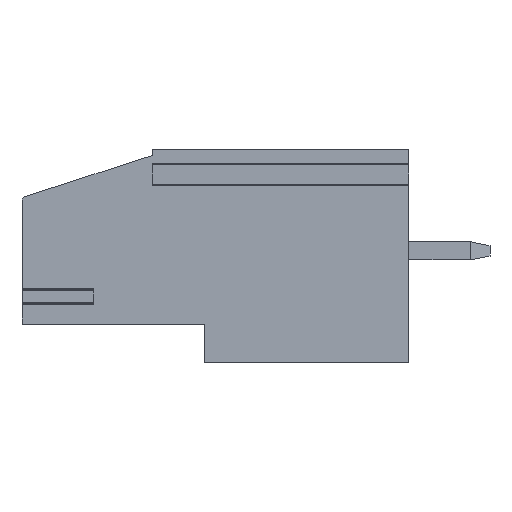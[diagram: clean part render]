
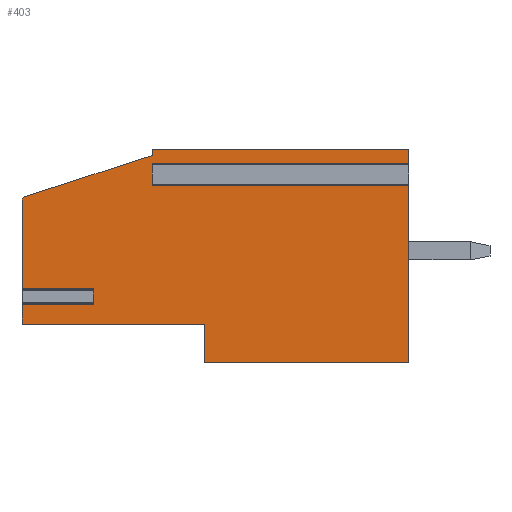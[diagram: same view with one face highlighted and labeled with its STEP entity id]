
A CAD part, left-side view. The second image highlights one B-rep face of the part: STEP entity #403.
In plain terms, the highlighted planar face has unit normal (-1, 0, 0).
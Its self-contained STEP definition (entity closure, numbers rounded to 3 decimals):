
#403=ADVANCED_FACE('',(#861),#862,.T.);
#861=FACE_OUTER_BOUND('',#1373,.T.);
#862=PLANE('',#1374);
#1373=EDGE_LOOP('',(#2474,#2475,#2476,#2477,#2478,#2479,#2480,#2481,#2482,#2483,#2484,#2485,#2486,#2487,#2488,#2489,#2490,#2491,#2492));
#1374=AXIS2_PLACEMENT_3D('',#2493,#2494,#2495);
#2474=ORIENTED_EDGE('',*,*,#3470,.T.);
#2475=ORIENTED_EDGE('',*,*,#3471,.T.);
#2476=ORIENTED_EDGE('',*,*,#3472,.T.);
#2477=ORIENTED_EDGE('',*,*,#3473,.T.);
#2478=ORIENTED_EDGE('',*,*,#3474,.T.);
#2479=ORIENTED_EDGE('',*,*,#3430,.T.);
#2480=ORIENTED_EDGE('',*,*,#3432,.T.);
#2481=ORIENTED_EDGE('',*,*,#3447,.T.);
#2482=ORIENTED_EDGE('',*,*,#3475,.T.);
#2483=ORIENTED_EDGE('',*,*,#3476,.T.);
#2484=ORIENTED_EDGE('',*,*,#3374,.T.);
#2485=ORIENTED_EDGE('',*,*,#3477,.T.);
#2486=ORIENTED_EDGE('',*,*,#3478,.T.);
#2487=ORIENTED_EDGE('',*,*,#3479,.T.);
#2488=ORIENTED_EDGE('',*,*,#3480,.F.);
#2489=ORIENTED_EDGE('',*,*,#3481,.F.);
#2490=ORIENTED_EDGE('',*,*,#3482,.T.);
#2491=ORIENTED_EDGE('',*,*,#3483,.T.);
#2492=ORIENTED_EDGE('',*,*,#3484,.T.);
#2493=CARTESIAN_POINT('',(-5.08,0.,10.053));
#2494=DIRECTION('',(-1.0,0.0,0.0));
#2495=DIRECTION('',(0.0,0.,1.0));
#3374=EDGE_CURVE('',#4107,#4105,#4108,.T.);
#3430=EDGE_CURVE('',#4188,#4190,#4192,.T.);
#3432=EDGE_CURVE('',#4190,#4194,#4195,.T.);
#3447=EDGE_CURVE('',#4194,#4218,#4221,.T.);
#3470=EDGE_CURVE('',#4250,#4251,#4252,.T.);
#3471=EDGE_CURVE('',#4251,#4253,#4254,.T.);
#3472=EDGE_CURVE('',#4253,#4255,#4256,.T.);
#3473=EDGE_CURVE('',#4255,#4257,#4258,.T.);
#3474=EDGE_CURVE('',#4257,#4188,#4259,.T.);
#3475=EDGE_CURVE('',#4218,#4260,#4261,.T.);
#3476=EDGE_CURVE('',#4260,#4107,#4262,.T.);
#3477=EDGE_CURVE('',#4105,#4263,#4264,.T.);
#3478=EDGE_CURVE('',#4263,#4265,#4266,.T.);
#3479=EDGE_CURVE('',#4265,#4267,#4268,.T.);
#3480=EDGE_CURVE('',#4269,#4267,#4270,.T.);
#3481=EDGE_CURVE('',#4271,#4269,#4272,.T.);
#3482=EDGE_CURVE('',#4271,#4273,#4274,.T.);
#3483=EDGE_CURVE('',#4273,#4275,#4276,.T.);
#3484=EDGE_CURVE('',#4275,#4250,#4277,.T.);
#4105=VERTEX_POINT('',#5178);
#4107=VERTEX_POINT('',#5181);
#4108=LINE('',#5182,#5183);
#4188=VERTEX_POINT('',#5302);
#4190=VERTEX_POINT('',#5305);
#4192=LINE('',#5308,#5309);
#4194=VERTEX_POINT('',#5311);
#4195=LINE('',#5312,#5313);
#4218=VERTEX_POINT('',#5347);
#4221=LINE('',#5351,#5352);
#4250=VERTEX_POINT('',#5395);
#4251=VERTEX_POINT('',#5396);
#4252=LINE('',#5397,#5398);
#4253=VERTEX_POINT('',#5399);
#4254=LINE('',#5400,#5401);
#4255=VERTEX_POINT('',#5402);
#4256=LINE('',#5403,#5404);
#4257=VERTEX_POINT('',#5405);
#4258=LINE('',#5406,#5407);
#4259=LINE('',#5408,#5409);
#4260=VERTEX_POINT('',#5410);
#4261=LINE('',#5411,#5412);
#4262=LINE('',#5413,#5414);
#4263=VERTEX_POINT('',#5415);
#4264=LINE('',#5416,#5417);
#4265=VERTEX_POINT('',#5418);
#4266=LINE('',#5419,#5420);
#4267=VERTEX_POINT('',#5421);
#4268=LINE('',#5422,#5423);
#4269=VERTEX_POINT('',#5424);
#4270=LINE('',#5425,#5426);
#4271=VERTEX_POINT('',#5427);
#4272=LINE('',#5428,#5429);
#4273=VERTEX_POINT('',#5430);
#4274=LINE('',#5431,#5432);
#4275=VERTEX_POINT('',#5433);
#4276=LINE('',#5434,#5435);
#4277=LINE('',#5436,#5437);
#5178=CARTESIAN_POINT('',(-5.08,10.053,0.));
#5181=CARTESIAN_POINT('',(-5.08,10.053,1.902));
#5182=CARTESIAN_POINT('',(-5.08,10.053,2.702));
#5183=VECTOR('',#6130,1.0);
#5302=CARTESIAN_POINT('',(-5.08,19.0,3.641));
#5305=CARTESIAN_POINT('',(-5.08,15.5,3.641));
#5308=CARTESIAN_POINT('',(-5.08,7.75,3.641));
#5309=VECTOR('',#6172,1.0);
#5311=CARTESIAN_POINT('',(-5.08,15.5,2.863));
#5312=CARTESIAN_POINT('',(-5.08,15.5,7.688));
#5313=VECTOR('',#6173,1.0);
#5347=CARTESIAN_POINT('',(-5.08,19.0,2.863));
#5351=CARTESIAN_POINT('',(-5.08,7.75,2.863));
#5352=VECTOR('',#6186,1.0);
#5395=CARTESIAN_POINT('',(-5.08,12.599,10.196));
#5396=CARTESIAN_POINT('',(-5.08,18.868,8.161));
#5397=CARTESIAN_POINT('',(-5.08,8.488,11.53));
#5398=VECTOR('',#6201,1.0);
#5399=CARTESIAN_POINT('',(-5.08,18.939,8.12));
#5400=CARTESIAN_POINT('',(-5.08,12.573,11.758));
#5401=VECTOR('',#6202,1.0);
#5402=CARTESIAN_POINT('',(-5.08,18.98,8.058));
#5403=CARTESIAN_POINT('',(-5.08,16.882,11.206));
#5404=VECTOR('',#6203,1.0);
#5405=CARTESIAN_POINT('',(-5.08,19.0,7.98));
#5406=CARTESIAN_POINT('',(-5.08,18.851,8.574));
#5407=VECTOR('',#6204,1.0);
#5408=CARTESIAN_POINT('',(-5.08,19.0,0.));
#5409=VECTOR('',#6205,1.0);
#5410=CARTESIAN_POINT('',(-5.08,19.0,1.902));
#5411=CARTESIAN_POINT('',(-5.08,19.0,0.));
#5412=VECTOR('',#6206,1.0);
#5413=CARTESIAN_POINT('',(-5.08,7.263,1.902));
#5414=VECTOR('',#6207,1.0);
#5415=CARTESIAN_POINT('',(-5.08,0.,0.));
#5416=CARTESIAN_POINT('',(-5.08,2.513,0.));
#5417=VECTOR('',#6208,1.0);
#5418=CARTESIAN_POINT('',(-5.08,0.,8.907));
#5419=CARTESIAN_POINT('',(-5.08,0.,4.852));
#5420=VECTOR('',#6209,1.0);
#5421=CARTESIAN_POINT('',(-5.08,12.6,8.907));
#5422=CARTESIAN_POINT('',(-5.08,0.,8.907));
#5423=VECTOR('',#6210,1.0);
#5424=CARTESIAN_POINT('',(-5.08,12.6,9.603));
#5425=CARTESIAN_POINT('',(-5.08,12.6,5.5));
#5426=VECTOR('',#6211,1.0);
#5427=CARTESIAN_POINT('',(-5.08,0.,9.603));
#5428=CARTESIAN_POINT('',(-5.08,0.,9.603));
#5429=VECTOR('',#6212,1.0);
#5430=CARTESIAN_POINT('',(-5.08,0.,10.503));
#5431=CARTESIAN_POINT('',(-5.08,0.,7.652));
#5432=VECTOR('',#6213,1.0);
#5433=CARTESIAN_POINT('',(-5.08,12.599,10.503));
#5434=CARTESIAN_POINT('',(-5.08,3.15,10.503));
#5435=VECTOR('',#6214,1.0);
#5436=CARTESIAN_POINT('',(-5.08,12.599,10.201));
#5437=VECTOR('',#6215,1.0);
#6130=DIRECTION('',(0.,0.0,-1.0));
#6172=DIRECTION('',(-0.0,-1.0,0.));
#6173=DIRECTION('',(0.0,0.,-1.0));
#6186=DIRECTION('',(0.0,1.0,0.));
#6201=DIRECTION('',(0.0,0.951,-0.309));
#6202=DIRECTION('',(0.,0.868,-0.496));
#6203=DIRECTION('',(0.,0.555,-0.832));
#6204=DIRECTION('',(0.,0.243,-0.97));
#6205=DIRECTION('',(0.,0.,-1.0));
#6206=DIRECTION('',(0.,0.,-1.0));
#6207=DIRECTION('',(0.,-1.0,0.));
#6208=DIRECTION('',(0.,-1.0,0.));
#6209=DIRECTION('',(0.,0.0,1.0));
#6210=DIRECTION('',(0.0,1.0,0.));
#6211=DIRECTION('',(0.0,0.0,-1.0));
#6212=DIRECTION('',(0.0,1.0,0.));
#6213=DIRECTION('',(0.0,0.0,1.0));
#6214=DIRECTION('',(0.0,1.0,0.0));
#6215=DIRECTION('',(0.0,0.0,-1.0));
